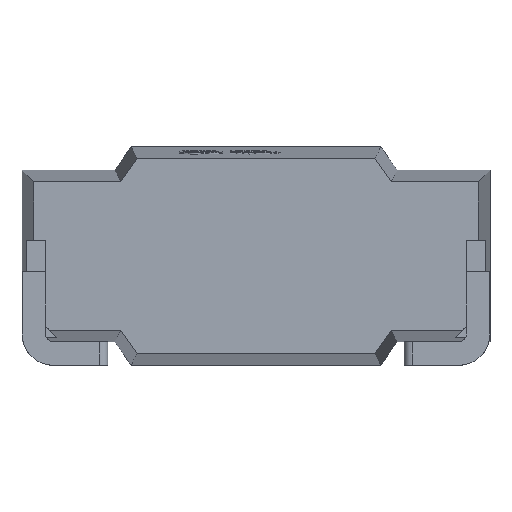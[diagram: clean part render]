
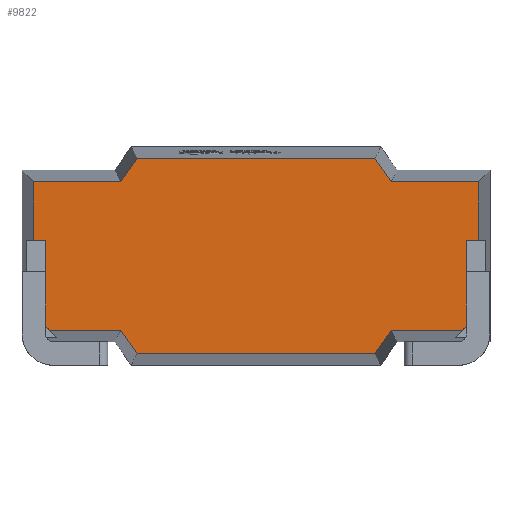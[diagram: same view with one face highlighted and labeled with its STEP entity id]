
A CAD part, front view. The second image highlights one B-rep face of the part: STEP entity #9822.
In plain terms, the highlighted planar face has unit normal (0, -1, 0).
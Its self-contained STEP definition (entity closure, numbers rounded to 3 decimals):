
#113 = ORIENTED_EDGE ( 'NONE', *, *, #16601, .T. ) ;
#523 = LINE ( 'NONE', #1847, #8613 ) ;
#652 = ORIENTED_EDGE ( 'NONE', *, *, #14380, .F. ) ;
#939 = ORIENTED_EDGE ( 'NONE', *, *, #9780, .F. ) ;
#962 = DIRECTION ( 'NONE',  ( 0., 0., -1. ) ) ;
#971 = DIRECTION ( 'NONE',  ( -1., 0., 0. ) ) ;
#1033 = DIRECTION ( 'NONE',  ( 0., 0., 1. ) ) ;
#1127 = CARTESIAN_POINT ( 'NONE',  ( 0.761, 0., -0.626 ) ) ;
#1185 = CARTESIAN_POINT ( 'NONE',  ( 0.805, 0., 0.564 ) ) ;
#1194 = EDGE_CURVE ( 'NONE', #2708, #11194, #17210, .T. ) ;
#1216 = ORIENTED_EDGE ( 'NONE', *, *, #14896, .T. ) ;
#1294 = CARTESIAN_POINT ( 'NONE',  ( 0.866, 0., -0.476 ) ) ;
#1351 = VERTEX_POINT ( 'NONE', #1127 ) ;
#1598 = VECTOR ( 'NONE', #15335, 1000. ) ;
#1752 = CARTESIAN_POINT ( 'NONE',  ( 1.426, 0., 0.1 ) ) ;
#1847 = CARTESIAN_POINT ( 'NONE',  ( -1.35, 0., -0.45 ) ) ;
#1904 = VERTEX_POINT ( 'NONE', #8244 ) ;
#1946 = EDGE_CURVE ( 'NONE', #9445, #9355, #14013, .T. ) ;
#1960 = CARTESIAN_POINT ( 'NONE',  ( 0., 0., -0.476 ) ) ;
#1978 = EDGE_CURVE ( 'NONE', #3385, #5726, #16832, .T. ) ;
#2206 = ORIENTED_EDGE ( 'NONE', *, *, #10561, .T. ) ;
#2239 = VERTEX_POINT ( 'NONE', #15591 ) ;
#2304 = CARTESIAN_POINT ( 'NONE',  ( -1.5, 0., 0.1 ) ) ;
#2384 = CARTESIAN_POINT ( 'NONE',  ( 0.8, 0., -0.626 ) ) ;
#2605 = CARTESIAN_POINT ( 'NONE',  ( 1.35, 0., -0.45 ) ) ;
#2618 = LINE ( 'NONE', #3757, #7337 ) ;
#2708 = VERTEX_POINT ( 'NONE', #4039 ) ;
#2795 = VECTOR ( 'NONE', #5665, 1000. ) ;
#2859 = ORIENTED_EDGE ( 'NONE', *, *, #1194, .F. ) ;
#2922 = DIRECTION ( 'NONE',  ( -0.574, 0., -0.819 ) ) ;
#2997 = ORIENTED_EDGE ( 'NONE', *, *, #12582, .F. ) ;
#3195 = VERTEX_POINT ( 'NONE', #1752 ) ;
#3247 = CARTESIAN_POINT ( 'NONE',  ( 0., 0., 0.476 ) ) ;
#3277 = DIRECTION ( 'NONE',  ( 0., 0., -1. ) ) ;
#3385 = VERTEX_POINT ( 'NONE', #16356 ) ;
#3532 = ORIENTED_EDGE ( 'NONE', *, *, #4051, .F. ) ;
#3537 = CARTESIAN_POINT ( 'NONE',  ( -1.426, 0., -0.55 ) ) ;
#3757 = CARTESIAN_POINT ( 'NONE',  ( -0.805, 0., -0.564 ) ) ;
#4008 = LINE ( 'NONE', #6481, #4830 ) ;
#4039 = CARTESIAN_POINT ( 'NONE',  ( -1.35, 0., 0.1 ) ) ;
#4051 = EDGE_CURVE ( 'NONE', #9355, #17046, #4008, .T. ) ;
#4230 = VECTOR ( 'NONE', #9873, 1000. ) ;
#4417 = EDGE_CURVE ( 'NONE', #1904, #1351, #15637, .T. ) ;
#4535 = VECTOR ( 'NONE', #9248, 1000. ) ;
#4536 = CARTESIAN_POINT ( 'NONE',  ( -0.761, 0., 0.626 ) ) ;
#4574 = VERTEX_POINT ( 'NONE', #9045 ) ;
#4659 = VERTEX_POINT ( 'NONE', #5453 ) ;
#4830 = VECTOR ( 'NONE', #9383, 1000. ) ;
#5096 = DIRECTION ( 'NONE',  ( 0., -1., 0. ) ) ;
#5099 = VECTOR ( 'NONE', #1033, 1000. ) ;
#5399 = LINE ( 'NONE', #10768, #4535 ) ;
#5453 = CARTESIAN_POINT ( 'NONE',  ( 0.866, 0., 0.476 ) ) ;
#5454 = CARTESIAN_POINT ( 'NONE',  ( 1.324, 0., -0.476 ) ) ;
#5526 = EDGE_LOOP ( 'NONE', ( #2859, #2997, #939, #6402, #16024, #8682, #7380, #14758, #3532, #13896, #652, #1216, #113, #16122, #2206, #15125, #15795, #17259 ) ) ;
#5596 = VERTEX_POINT ( 'NONE', #1294 ) ;
#5665 = DIRECTION ( 'NONE',  ( 0., 0., 1. ) ) ;
#5726 = VERTEX_POINT ( 'NONE', #13485 ) ;
#5733 = LINE ( 'NONE', #11103, #10861 ) ;
#6309 = LINE ( 'NONE', #8849, #5099 ) ;
#6402 = ORIENTED_EDGE ( 'NONE', *, *, #1978, .T. ) ;
#6481 = CARTESIAN_POINT ( 'NONE',  ( 1.35, 0., -0.45 ) ) ;
#6890 = CARTESIAN_POINT ( 'NONE',  ( 1.426, 0., 0.55 ) ) ;
#7024 = FACE_OUTER_BOUND ( 'NONE', #5526, .T. ) ;
#7189 = LINE ( 'NONE', #3247, #9266 ) ;
#7337 = VECTOR ( 'NONE', #17281, 1000. ) ;
#7339 = VECTOR ( 'NONE', #15841, 1000. ) ;
#7380 = ORIENTED_EDGE ( 'NONE', *, *, #17364, .T. ) ;
#7837 = EDGE_CURVE ( 'NONE', #4574, #11522, #5733, .T. ) ;
#7929 = LINE ( 'NONE', #1185, #7339 ) ;
#7993 = CARTESIAN_POINT ( 'NONE',  ( -1.426, 0., 0.476 ) ) ;
#8047 = DIRECTION ( 'NONE',  ( 0.574, 0., 0.819 ) ) ;
#8244 = CARTESIAN_POINT ( 'NONE',  ( -0.761, 0., -0.626 ) ) ;
#8418 = VECTOR ( 'NONE', #8988, 1000. ) ;
#8490 = VERTEX_POINT ( 'NONE', #12857 ) ;
#8613 = VECTOR ( 'NONE', #9747, 1000. ) ;
#8655 = CARTESIAN_POINT ( 'NONE',  ( 1.35, 0., 0.1 ) ) ;
#8677 = PLANE ( 'NONE',  #10837 ) ;
#8682 = ORIENTED_EDGE ( 'NONE', *, *, #4417, .T. ) ;
#8726 = VECTOR ( 'NONE', #8047, 1000. ) ;
#8751 = VERTEX_POINT ( 'NONE', #4536 ) ;
#8849 = CARTESIAN_POINT ( 'NONE',  ( -1.35, 0., 0.1 ) ) ;
#8988 = DIRECTION ( 'NONE',  ( -1., 0., 0. ) ) ;
#9045 = CARTESIAN_POINT ( 'NONE',  ( -0.866, 0., 0.476 ) ) ;
#9243 = LINE ( 'NONE', #15916, #8418 ) ;
#9248 = DIRECTION ( 'NONE',  ( -1., 0., 0. ) ) ;
#9266 = VECTOR ( 'NONE', #12597, 1000. ) ;
#9355 = VERTEX_POINT ( 'NONE', #2605 ) ;
#9383 = DIRECTION ( 'NONE',  ( -0.707, 0., -0.707 ) ) ;
#9445 = VERTEX_POINT ( 'NONE', #12131 ) ;
#9607 = VECTOR ( 'NONE', #2922, 1000. ) ;
#9747 = DIRECTION ( 'NONE',  ( -0.707, 0., 0.707 ) ) ;
#9780 = EDGE_CURVE ( 'NONE', #3385, #2239, #523, .T. ) ;
#9822 = ADVANCED_FACE ( 'NONE', ( #7024 ), #8677, .T. ) ;
#9873 = DIRECTION ( 'NONE',  ( 1., 0., 0. ) ) ;
#10046 = LINE ( 'NONE', #3537, #14411 ) ;
#10541 = EDGE_CURVE ( 'NONE', #4659, #8490, #7929, .T. ) ;
#10561 = EDGE_CURVE ( 'NONE', #8490, #8751, #5399, .T. ) ;
#10768 = CARTESIAN_POINT ( 'NONE',  ( -0.8, 0., 0.626 ) ) ;
#10837 = AXIS2_PLACEMENT_3D ( 'NONE', #15535, #5096, #962 ) ;
#10861 = VECTOR ( 'NONE', #16521, 1000. ) ;
#11103 = CARTESIAN_POINT ( 'NONE',  ( 0., 0., 0.476 ) ) ;
#11194 = VERTEX_POINT ( 'NONE', #16004 ) ;
#11522 = VERTEX_POINT ( 'NONE', #7993 ) ;
#11570 = LINE ( 'NONE', #1960, #4230 ) ;
#12002 = CARTESIAN_POINT ( 'NONE',  ( 1.426, 0., 0.476 ) ) ;
#12128 = VECTOR ( 'NONE', #971, 1000. ) ;
#12131 = CARTESIAN_POINT ( 'NONE',  ( 1.35, 0., 0.1 ) ) ;
#12192 = LINE ( 'NONE', #16333, #9607 ) ;
#12218 = EDGE_CURVE ( 'NONE', #5596, #17046, #11570, .T. ) ;
#12313 = EDGE_CURVE ( 'NONE', #11522, #11194, #10046, .T. ) ;
#12582 = EDGE_CURVE ( 'NONE', #2239, #2708, #6309, .T. ) ;
#12597 = DIRECTION ( 'NONE',  ( -1., 0., 0. ) ) ;
#12857 = CARTESIAN_POINT ( 'NONE',  ( 0.761, 0., 0.626 ) ) ;
#13150 = DIRECTION ( 'NONE',  ( 1., 0., 0. ) ) ;
#13212 = VERTEX_POINT ( 'NONE', #12002 ) ;
#13335 = EDGE_CURVE ( 'NONE', #8751, #4574, #12192, .T. ) ;
#13392 = CARTESIAN_POINT ( 'NONE',  ( 0.805, 0., -0.564 ) ) ;
#13485 = CARTESIAN_POINT ( 'NONE',  ( -0.866, 0., -0.476 ) ) ;
#13896 = ORIENTED_EDGE ( 'NONE', *, *, #1946, .F. ) ;
#14013 = LINE ( 'NONE', #8655, #16536 ) ;
#14380 = EDGE_CURVE ( 'NONE', #3195, #9445, #9243, .T. ) ;
#14411 = VECTOR ( 'NONE', #3277, 1000. ) ;
#14758 = ORIENTED_EDGE ( 'NONE', *, *, #12218, .T. ) ;
#14896 = EDGE_CURVE ( 'NONE', #3195, #13212, #16281, .T. ) ;
#15125 = ORIENTED_EDGE ( 'NONE', *, *, #13335, .T. ) ;
#15335 = DIRECTION ( 'NONE',  ( 1., 0., 0. ) ) ;
#15508 = DIRECTION ( 'NONE',  ( 0., 0., -1. ) ) ;
#15535 = CARTESIAN_POINT ( 'NONE',  ( 0., 0., 0. ) ) ;
#15591 = CARTESIAN_POINT ( 'NONE',  ( -1.35, 0., -0.45 ) ) ;
#15637 = LINE ( 'NONE', #2384, #15889 ) ;
#15795 = ORIENTED_EDGE ( 'NONE', *, *, #7837, .T. ) ;
#15841 = DIRECTION ( 'NONE',  ( -0.574, 0., 0.819 ) ) ;
#15889 = VECTOR ( 'NONE', #13150, 1000. ) ;
#15916 = CARTESIAN_POINT ( 'NONE',  ( 1.5, 0., 0.1 ) ) ;
#15945 = LINE ( 'NONE', #13392, #8726 ) ;
#16004 = CARTESIAN_POINT ( 'NONE',  ( -1.426, 0., 0.1 ) ) ;
#16024 = ORIENTED_EDGE ( 'NONE', *, *, #17436, .T. ) ;
#16122 = ORIENTED_EDGE ( 'NONE', *, *, #10541, .T. ) ;
#16281 = LINE ( 'NONE', #6890, #2795 ) ;
#16333 = CARTESIAN_POINT ( 'NONE',  ( -0.805, 0., 0.564 ) ) ;
#16356 = CARTESIAN_POINT ( 'NONE',  ( -1.324, 0., -0.476 ) ) ;
#16521 = DIRECTION ( 'NONE',  ( -1., 0., 0. ) ) ;
#16536 = VECTOR ( 'NONE', #15508, 1000. ) ;
#16601 = EDGE_CURVE ( 'NONE', #13212, #4659, #7189, .T. ) ;
#16737 = CARTESIAN_POINT ( 'NONE',  ( 0., 0., -0.476 ) ) ;
#16832 = LINE ( 'NONE', #16737, #1598 ) ;
#17046 = VERTEX_POINT ( 'NONE', #5454 ) ;
#17210 = LINE ( 'NONE', #2304, #12128 ) ;
#17259 = ORIENTED_EDGE ( 'NONE', *, *, #12313, .T. ) ;
#17281 = DIRECTION ( 'NONE',  ( 0.574, 0., -0.819 ) ) ;
#17364 = EDGE_CURVE ( 'NONE', #1351, #5596, #15945, .T. ) ;
#17436 = EDGE_CURVE ( 'NONE', #5726, #1904, #2618, .T. ) ;
